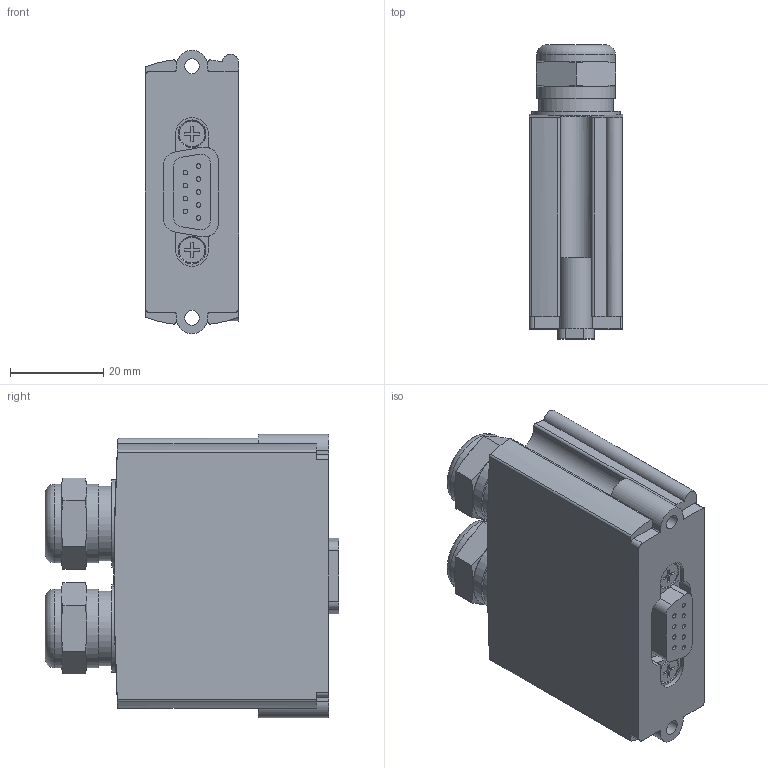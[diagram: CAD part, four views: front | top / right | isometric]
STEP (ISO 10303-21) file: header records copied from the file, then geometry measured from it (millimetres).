
FILE_DESCRIPTION(/* description */ ('STEP AP214'),/* implementation_level */ '2;1');
FILE_NAME(/* name */ '573695_NECA-S1G9-P9-MP5',/* time_stamp */ '2024-09-12T21:20:17+02:00',/* author */ ('License CC BY-ND 4.0'),/* organization */ ('CADENAS'),/* preprocessor_version */ 'ST-DEVELOPER v19.3',/* originating_system */ 'PARTsolutions',/* authorisation */ ' ');
FILE_SCHEMA (('AUTOMOTIVE_DESIGN {1 0 10303 214 3 1 1}'));
Length unit declared in the file: millimetre
Products named in the file (1): 573695 NECA-S1G9-P9-MP5
Bounding box: 20 x 63.19 x 60.9 mm (x, y, z)
Volume: 54335.1 mm3; surface area: 13338.8 mm2
Topology: 1 solids, 1 shells, 213 faces, 516 edges, 334 vertices
Faces by surface type: plane 117, cylinder 67, cone 27, torus 2
Full cylindrical faces by diameter (mm): 1 x9, 3.2 x2, 5.5 x3, 10 x2, 16 x2, 16.9 x4, 19 x2
Entity records: 7619 total; most frequent: CARTESIAN_POINT 1274, DIRECTION 989, ORIENTED_EDGE 956, EDGE_CURVE 478, AXIS2_PLACEMENT_3D 365, VERTEX_POINT 325, EDGE_LOOP 275, FACE_BOUND 275
